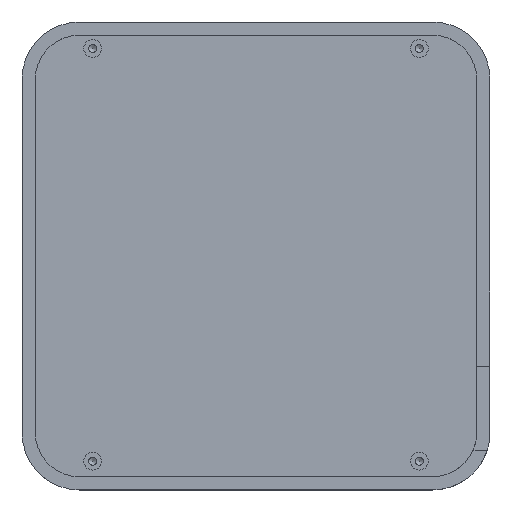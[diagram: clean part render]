
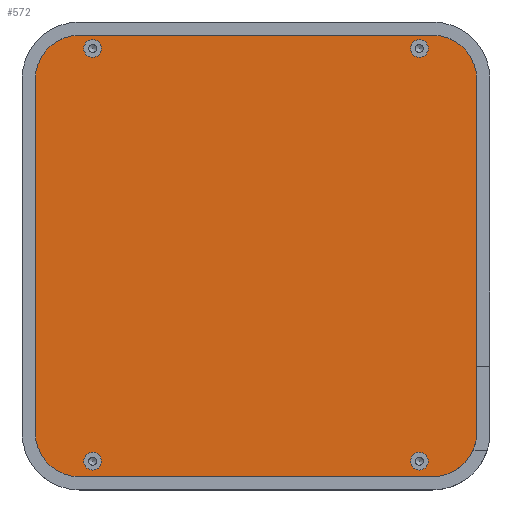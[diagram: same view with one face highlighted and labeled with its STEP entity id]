
A CAD part, top view. The second image highlights one B-rep face of the part: STEP entity #572.
In plain terms, the highlighted planar face has unit normal (0, 0, 1).
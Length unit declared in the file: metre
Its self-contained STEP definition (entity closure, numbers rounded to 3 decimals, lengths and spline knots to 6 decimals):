
#36=LINE('',#896,#78);
#37=LINE('',#900,#79);
#38=LINE('',#904,#80);
#39=LINE('',#908,#81);
#78=VECTOR('',#709,1.);
#79=VECTOR('',#712,1.);
#80=VECTOR('',#715,1.);
#81=VECTOR('',#718,1.);
#120=ORIENTED_EDGE('',*,*,#272,.F.);
#121=ORIENTED_EDGE('',*,*,#273,.F.);
#122=ORIENTED_EDGE('',*,*,#274,.F.);
#123=ORIENTED_EDGE('',*,*,#275,.F.);
#124=ORIENTED_EDGE('',*,*,#276,.T.);
#125=ORIENTED_EDGE('',*,*,#277,.F.);
#126=ORIENTED_EDGE('',*,*,#278,.T.);
#127=ORIENTED_EDGE('',*,*,#279,.F.);
#128=ORIENTED_EDGE('',*,*,#280,.T.);
#129=ORIENTED_EDGE('',*,*,#281,.F.);
#130=ORIENTED_EDGE('',*,*,#282,.T.);
#131=ORIENTED_EDGE('',*,*,#283,.F.);
#272=EDGE_CURVE('',#348,#348,#408,.T.);
#273=EDGE_CURVE('',#349,#349,#409,.T.);
#274=EDGE_CURVE('',#350,#350,#410,.T.);
#275=EDGE_CURVE('',#351,#351,#411,.T.);
#276=EDGE_CURVE('',#352,#353,#412,.T.);
#277=EDGE_CURVE('',#354,#353,#36,.T.);
#278=EDGE_CURVE('',#354,#355,#413,.T.);
#279=EDGE_CURVE('',#356,#355,#37,.T.);
#280=EDGE_CURVE('',#356,#357,#414,.T.);
#281=EDGE_CURVE('',#358,#357,#38,.T.);
#282=EDGE_CURVE('',#358,#359,#415,.T.);
#283=EDGE_CURVE('',#352,#359,#39,.T.);
#348=VERTEX_POINT('',#886);
#349=VERTEX_POINT('',#888);
#350=VERTEX_POINT('',#890);
#351=VERTEX_POINT('',#892);
#352=VERTEX_POINT('',#894);
#353=VERTEX_POINT('',#895);
#354=VERTEX_POINT('',#897);
#355=VERTEX_POINT('',#899);
#356=VERTEX_POINT('',#901);
#357=VERTEX_POINT('',#903);
#358=VERTEX_POINT('',#905);
#359=VERTEX_POINT('',#907);
#408=CIRCLE('',#624,0.002);
#409=CIRCLE('',#625,0.002);
#410=CIRCLE('',#626,0.002);
#411=CIRCLE('',#627,0.002);
#412=CIRCLE('',#628,0.01);
#413=CIRCLE('',#629,0.01);
#414=CIRCLE('',#630,0.01);
#415=CIRCLE('',#631,0.01);
#442=EDGE_LOOP('',(#120));
#443=EDGE_LOOP('',(#121));
#444=EDGE_LOOP('',(#122));
#445=EDGE_LOOP('',(#123));
#446=EDGE_LOOP('',(#124,#125,#126,#127,#128,#129,#130,#131));
#496=FACE_BOUND('',#442,.T.);
#497=FACE_BOUND('',#443,.T.);
#498=FACE_BOUND('',#444,.T.);
#499=FACE_BOUND('',#445,.T.);
#500=FACE_BOUND('',#446,.T.);
#554=PLANE('',#623);
#572=ADVANCED_FACE('',(#496,#497,#498,#499,#500),#554,.T.);
#623=AXIS2_PLACEMENT_3D('',#884,#697,#698);
#624=AXIS2_PLACEMENT_3D('',#885,#699,#700);
#625=AXIS2_PLACEMENT_3D('',#887,#701,#702);
#626=AXIS2_PLACEMENT_3D('',#889,#703,#704);
#627=AXIS2_PLACEMENT_3D('',#891,#705,#706);
#628=AXIS2_PLACEMENT_3D('',#893,#707,#708);
#629=AXIS2_PLACEMENT_3D('',#898,#710,#711);
#630=AXIS2_PLACEMENT_3D('',#902,#713,#714);
#631=AXIS2_PLACEMENT_3D('',#906,#716,#717);
#697=DIRECTION('',(0.,0.,1.));
#698=DIRECTION('',(1.,0.,0.));
#699=DIRECTION('',(0.,0.,1.));
#700=DIRECTION('',(1.,0.,0.));
#701=DIRECTION('',(0.,0.,1.));
#702=DIRECTION('',(1.,0.,0.));
#703=DIRECTION('',(0.,0.,1.));
#704=DIRECTION('',(1.,0.,0.));
#705=DIRECTION('',(0.,0.,1.));
#706=DIRECTION('',(1.,0.,0.));
#707=DIRECTION('',(0.,0.,1.));
#708=DIRECTION('',(1.,0.,0.));
#709=DIRECTION('',(0.,-1.,0.));
#710=DIRECTION('',(0.,0.,1.));
#711=DIRECTION('',(1.,0.,0.));
#712=DIRECTION('',(1.,0.,0.));
#713=DIRECTION('',(0.,0.,1.));
#714=DIRECTION('',(1.,0.,0.));
#715=DIRECTION('',(0.,1.,0.));
#716=DIRECTION('',(0.,0.,1.));
#717=DIRECTION('',(1.,0.,0.));
#718=DIRECTION('',(-1.,0.,0.));
#884=CARTESIAN_POINT('',(-0.001208,0.,0.));
#885=CARTESIAN_POINT('',(-0.038208,0.047,0.));
#886=CARTESIAN_POINT('',(-0.036208,0.047,0.));
#887=CARTESIAN_POINT('',(-0.038208,-0.0465,0.));
#888=CARTESIAN_POINT('',(-0.036208,-0.0465,0.));
#889=CARTESIAN_POINT('',(0.035792,0.047,0.));
#890=CARTESIAN_POINT('',(0.037792,0.047,0.));
#891=CARTESIAN_POINT('',(0.035792,-0.0465,0.));
#892=CARTESIAN_POINT('',(0.037792,-0.0465,0.));
#893=CARTESIAN_POINT('',(0.038792,-0.04,0.));
#894=CARTESIAN_POINT('',(0.038792,-0.05,0.));
#895=CARTESIAN_POINT('',(0.048792,-0.04,0.));
#896=CARTESIAN_POINT('',(0.048792,0.,0.));
#897=CARTESIAN_POINT('',(0.048792,0.04,0.));
#898=CARTESIAN_POINT('',(0.038792,0.04,0.));
#899=CARTESIAN_POINT('',(0.038792,0.05,0.));
#900=CARTESIAN_POINT('',(-0.001208,0.05,0.));
#901=CARTESIAN_POINT('',(-0.041208,0.05,0.));
#902=CARTESIAN_POINT('',(-0.041208,0.04,0.));
#903=CARTESIAN_POINT('',(-0.051208,0.04,0.));
#904=CARTESIAN_POINT('',(-0.051208,0.,0.));
#905=CARTESIAN_POINT('',(-0.051208,-0.04,0.));
#906=CARTESIAN_POINT('',(-0.041208,-0.04,0.));
#907=CARTESIAN_POINT('',(-0.041208,-0.05,0.));
#908=CARTESIAN_POINT('',(-0.001208,-0.05,0.));
